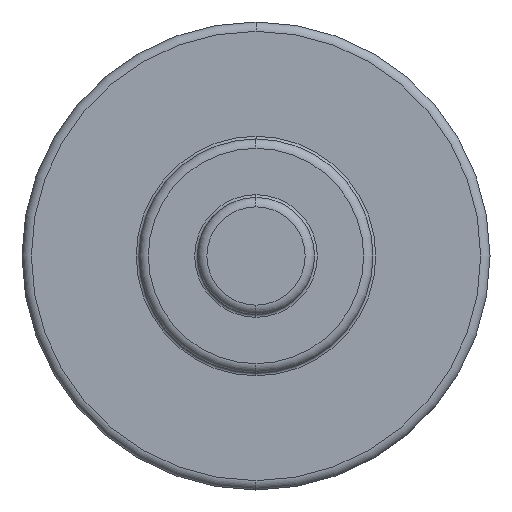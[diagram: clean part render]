
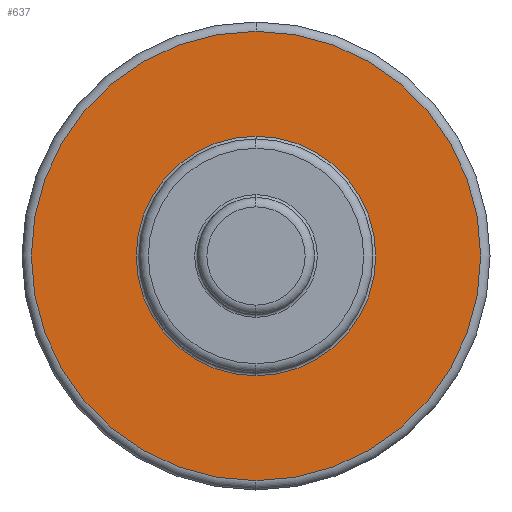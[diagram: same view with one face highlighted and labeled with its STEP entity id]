
A CAD part, left-side view. The second image highlights one B-rep face of the part: STEP entity #637.
In plain terms, the highlighted planar face has unit normal (-1, 0, 0).
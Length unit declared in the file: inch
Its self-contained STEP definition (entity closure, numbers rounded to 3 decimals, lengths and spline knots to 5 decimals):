
#9 = DIRECTION ( 'NONE',  ( -1., 0., 0. ) ) ;
#16 = AXIS2_PLACEMENT_3D ( 'NONE', #615, #9, #447 ) ;
#30 = VERTEX_POINT ( 'NONE', #210 ) ;
#40 = EDGE_LOOP ( 'NONE', ( #111, #1065 ) ) ;
#85 = ORIENTED_EDGE ( 'NONE', *, *, #549, .T. ) ;
#92 = CARTESIAN_POINT ( 'NONE',  ( 3.875, 0., 1.2 ) ) ;
#104 = EDGE_LOOP ( 'NONE', ( #417, #85 ) ) ;
#111 = ORIENTED_EDGE ( 'NONE', *, *, #198, .T. ) ;
#170 = DIRECTION ( 'NONE',  ( -1., 0., 0. ) ) ;
#198 = EDGE_CURVE ( 'NONE', #1099, #771, #972, .T. ) ;
#199 = DIRECTION ( 'NONE',  ( 0., 0., 1. ) ) ;
#210 = CARTESIAN_POINT ( 'NONE',  ( 3.875, 0., -1.2 ) ) ;
#239 = CARTESIAN_POINT ( 'NONE',  ( 3.875, 0., 0. ) ) ;
#271 = AXIS2_PLACEMENT_3D ( 'NONE', #382, #988, #199 ) ;
#382 = CARTESIAN_POINT ( 'NONE',  ( 3.875, 0., 0. ) ) ;
#417 = ORIENTED_EDGE ( 'NONE', *, *, #591, .T. ) ;
#447 = DIRECTION ( 'NONE',  ( 0., 0., 1. ) ) ;
#463 = FACE_BOUND ( 'NONE', #40, .T. ) ;
#515 = AXIS2_PLACEMENT_3D ( 'NONE', #968, #1060, #639 ) ;
#534 = CARTESIAN_POINT ( 'NONE',  ( 3.875, 0., 0.64 ) ) ;
#541 = VERTEX_POINT ( 'NONE', #92 ) ;
#544 = FACE_OUTER_BOUND ( 'NONE', #104, .T. ) ;
#549 = EDGE_CURVE ( 'NONE', #30, #541, #611, .T. ) ;
#591 = EDGE_CURVE ( 'NONE', #541, #30, #864, .T. ) ;
#611 = CIRCLE ( 'NONE', #16, 1.2 ) ;
#615 = CARTESIAN_POINT ( 'NONE',  ( 3.875, 0., 0. ) ) ;
#637 = ADVANCED_FACE ( 'NONE', ( #463, #544 ), #964, .T. ) ;
#639 = DIRECTION ( 'NONE',  ( 0., 0., 1. ) ) ;
#673 = CARTESIAN_POINT ( 'NONE',  ( 3.875, 0., -0.64 ) ) ;
#693 = DIRECTION ( 'NONE',  ( 1., 0., 0. ) ) ;
#703 = DIRECTION ( 'NONE',  ( 0., 0., 1. ) ) ;
#724 = CARTESIAN_POINT ( 'NONE',  ( 3.875, -0.625, 0. ) ) ;
#771 = VERTEX_POINT ( 'NONE', #673 ) ;
#864 = CIRCLE ( 'NONE', #515, 1.2 ) ;
#964 = PLANE ( 'NONE',  #1085 ) ;
#968 = CARTESIAN_POINT ( 'NONE',  ( 3.875, 0., 0. ) ) ;
#972 = CIRCLE ( 'NONE', #271, 0.64 ) ;
#984 = CIRCLE ( 'NONE', #1078, 0.64 ) ;
#988 = DIRECTION ( 'NONE',  ( 1., 0., 0. ) ) ;
#1042 = DIRECTION ( 'NONE',  ( 0., 0., 1. ) ) ;
#1060 = DIRECTION ( 'NONE',  ( -1., 0., 0. ) ) ;
#1065 = ORIENTED_EDGE ( 'NONE', *, *, #1133, .T. ) ;
#1078 = AXIS2_PLACEMENT_3D ( 'NONE', #239, #693, #1042 ) ;
#1085 = AXIS2_PLACEMENT_3D ( 'NONE', #724, #170, #703 ) ;
#1099 = VERTEX_POINT ( 'NONE', #534 ) ;
#1133 = EDGE_CURVE ( 'NONE', #771, #1099, #984, .T. ) ;
